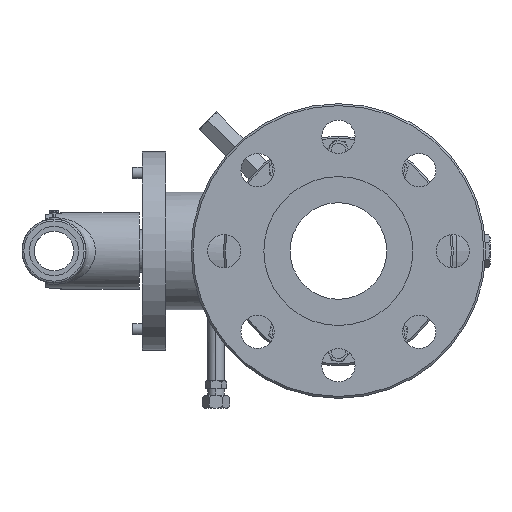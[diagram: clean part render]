
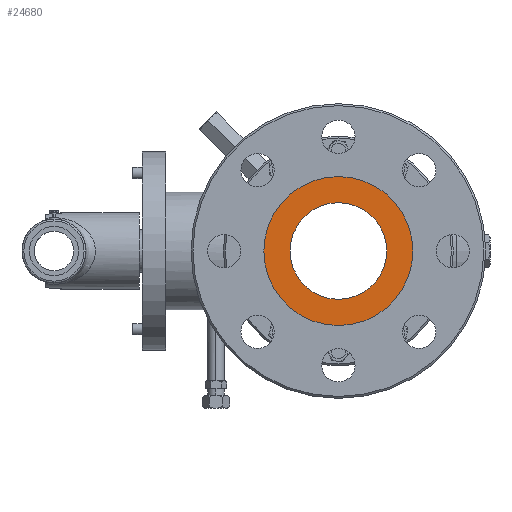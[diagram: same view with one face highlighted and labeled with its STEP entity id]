
A CAD part, left-side view. The second image highlights one B-rep face of the part: STEP entity #24680.
In plain terms, the highlighted planar face has unit normal (-1, 0, 0).
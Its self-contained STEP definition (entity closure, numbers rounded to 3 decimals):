
#29 = CIRCLE ( 'NONE', #16995, 51. ) ;
#1460 = PLANE ( 'NONE',  #10697 ) ;
#2013 = CARTESIAN_POINT ( 'NONE',  ( -273., 0., 78.6 ) ) ;
#3462 = CARTESIAN_POINT ( 'NONE',  ( -273., 0., -78.6 ) ) ;
#3727 = DIRECTION ( 'NONE',  ( 1., 0., 0. ) ) ;
#3967 = EDGE_LOOP ( 'NONE', ( #11056, #7925 ) ) ;
#4263 = FACE_OUTER_BOUND ( 'NONE', #3967, .T. ) ;
#4560 = EDGE_CURVE ( 'NONE', #21780, #25692, #12303, .T. ) ;
#5432 = DIRECTION ( 'NONE',  ( 0., 0., -1. ) ) ;
#5744 = DIRECTION ( 'NONE',  ( 1., 0., 0. ) ) ;
#6173 = EDGE_CURVE ( 'NONE', #25692, #21780, #6406, .T. ) ;
#6406 = CIRCLE ( 'NONE', #29837, 78.6 ) ;
#6481 = DIRECTION ( 'NONE',  ( 0., 0., -1. ) ) ;
#6713 = EDGE_CURVE ( 'NONE', #10089, #18140, #24134, .T. ) ;
#7925 = ORIENTED_EDGE ( 'NONE', *, *, #6173, .F. ) ;
#8800 = DIRECTION ( 'NONE',  ( -1., 0., 0. ) ) ;
#8983 = DIRECTION ( 'NONE',  ( 1., 0., 0. ) ) ;
#10089 = VERTEX_POINT ( 'NONE', #17863 ) ;
#10697 = AXIS2_PLACEMENT_3D ( 'NONE', #16143, #8800, #18009 ) ;
#11056 = ORIENTED_EDGE ( 'NONE', *, *, #4560, .F. ) ;
#11519 = ORIENTED_EDGE ( 'NONE', *, *, #6713, .T. ) ;
#12303 = CIRCLE ( 'NONE', #29761, 78.6 ) ;
#16143 = CARTESIAN_POINT ( 'NONE',  ( -273., 0., 0. ) ) ;
#16995 = AXIS2_PLACEMENT_3D ( 'NONE', #27025, #3727, #22982 ) ;
#17644 = AXIS2_PLACEMENT_3D ( 'NONE', #21172, #8983, #6481 ) ;
#17863 = CARTESIAN_POINT ( 'NONE',  ( -273., 0., -51. ) ) ;
#17935 = DIRECTION ( 'NONE',  ( 0., 0., -1. ) ) ;
#18009 = DIRECTION ( 'NONE',  ( 0., 0., -1. ) ) ;
#18140 = VERTEX_POINT ( 'NONE', #19622 ) ;
#19622 = CARTESIAN_POINT ( 'NONE',  ( -273., 0., 51. ) ) ;
#20577 = ORIENTED_EDGE ( 'NONE', *, *, #21419, .T. ) ;
#21172 = CARTESIAN_POINT ( 'NONE',  ( -273., 0., 0. ) ) ;
#21419 = EDGE_CURVE ( 'NONE', #18140, #10089, #29, .T. ) ;
#21780 = VERTEX_POINT ( 'NONE', #2013 ) ;
#22982 = DIRECTION ( 'NONE',  ( 0., 0., -1. ) ) ;
#24134 = CIRCLE ( 'NONE', #17644, 51. ) ;
#24680 = ADVANCED_FACE ( 'NONE', ( #4263, #30041 ), #1460, .T. ) ;
#25148 = CARTESIAN_POINT ( 'NONE',  ( -273., 0., 0. ) ) ;
#25692 = VERTEX_POINT ( 'NONE', #3462 ) ;
#26478 = EDGE_LOOP ( 'NONE', ( #20577, #11519 ) ) ;
#27025 = CARTESIAN_POINT ( 'NONE',  ( -273., 0., 0. ) ) ;
#27147 = CARTESIAN_POINT ( 'NONE',  ( -273., 0., 0. ) ) ;
#29761 = AXIS2_PLACEMENT_3D ( 'NONE', #25148, #30133, #17935 ) ;
#29837 = AXIS2_PLACEMENT_3D ( 'NONE', #27147, #5744, #5432 ) ;
#30041 = FACE_BOUND ( 'NONE', #26478, .T. ) ;
#30133 = DIRECTION ( 'NONE',  ( 1., 0., 0. ) ) ;
